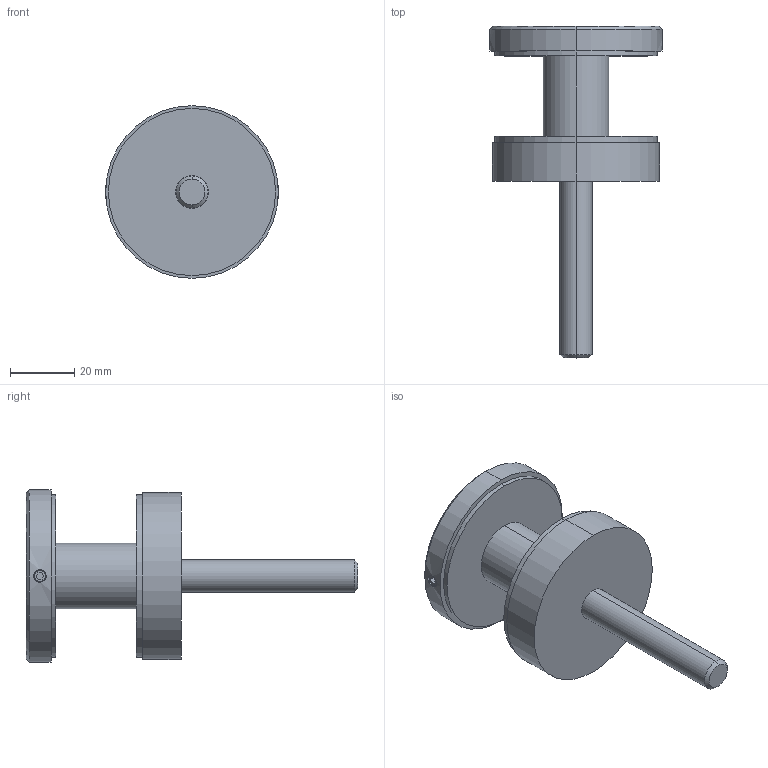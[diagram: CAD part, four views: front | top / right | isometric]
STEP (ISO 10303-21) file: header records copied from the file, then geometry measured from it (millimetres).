
FILE_DESCRIPTION (( 'STEP AP203' ), '1' );
FILE_NAME ('3D_GG-4202_flach_188770200.STEP', '2024-11-06T06:47:53', ( '' ), ( '' ), 'SwSTEP 2.0', 'SolidWorks 2023', '' );
FILE_SCHEMA (( 'CONFIG_CONTROL_DESIGN' ));
Length unit declared in the file: millimetre
Products named in the file (1): 3D_GG-4202_flach_188770200
Bounding box: 53.72 x 103.27 x 53.72 mm (x, y, z)
Volume: 62391.3 mm3; surface area: 19659.4 mm2
Topology: 4 solids, 4 shells, 72 faces, 146 edges, 92 vertices
Faces by surface type: plane 30, cylinder 26, cone 16
Entity records: 2061 total; most frequent: CARTESIAN_POINT 419, DIRECTION 352, ORIENTED_EDGE 292, EDGE_CURVE 146, AXIS2_PLACEMENT_3D 137, VERTEX_POINT 92, EDGE_LOOP 84, LINE 78
